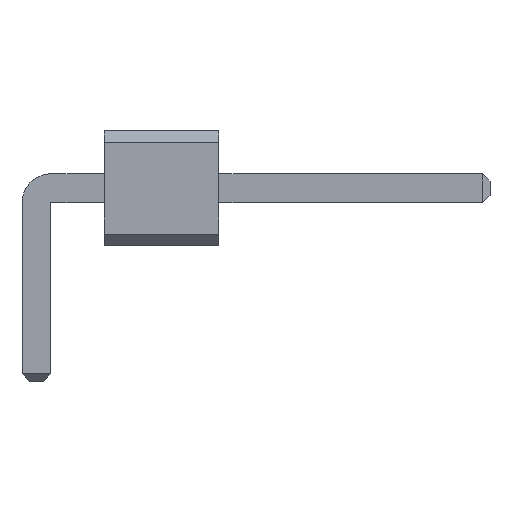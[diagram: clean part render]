
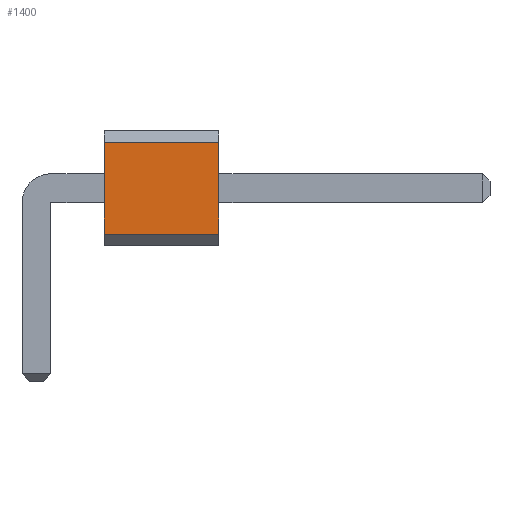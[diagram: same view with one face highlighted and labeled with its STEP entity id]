
A CAD part, front view. The second image highlights one B-rep face of the part: STEP entity #1400.
In plain terms, the highlighted planar face has unit normal (0, -1, 0).
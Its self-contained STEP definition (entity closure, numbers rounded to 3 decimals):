
#238 = VERTEX_POINT('',#239);
#239 = CARTESIAN_POINT('',(1.5,-11.43,2.286));
#245 = EDGE_CURVE('',#246,#238,#248,.T.);
#246 = VERTEX_POINT('',#247);
#247 = CARTESIAN_POINT('',(1.5,-11.43,0.254));
#248 = LINE('',#249,#250);
#249 = CARTESIAN_POINT('',(1.5,-11.43,0.254));
#250 = VECTOR('',#251,1.);
#251 = DIRECTION('',(0.,0.,1.));
#649 = VERTEX_POINT('',#650);
#650 = CARTESIAN_POINT('',(4.04,-11.43,2.286));
#656 = EDGE_CURVE('',#657,#649,#659,.T.);
#657 = VERTEX_POINT('',#658);
#658 = CARTESIAN_POINT('',(4.04,-11.43,0.254));
#659 = LINE('',#660,#661);
#660 = CARTESIAN_POINT('',(4.04,-11.43,0.254));
#661 = VECTOR('',#662,1.);
#662 = DIRECTION('',(0.,0.,1.));
#1372 = EDGE_CURVE('',#246,#657,#1373,.T.);
#1373 = LINE('',#1374,#1375);
#1374 = CARTESIAN_POINT('',(1.5,-11.43,0.254));
#1375 = VECTOR('',#1376,1.);
#1376 = DIRECTION('',(1.,0.,0.));
#1400 = ADVANCED_FACE('',(#1401),#1412,.T.);
#1401 = FACE_BOUND('',#1402,.T.);
#1402 = EDGE_LOOP('',(#1403,#1404,#1405,#1411));
#1403 = ORIENTED_EDGE('',*,*,#1372,.T.);
#1404 = ORIENTED_EDGE('',*,*,#656,.T.);
#1405 = ORIENTED_EDGE('',*,*,#1406,.F.);
#1406 = EDGE_CURVE('',#238,#649,#1407,.T.);
#1407 = LINE('',#1408,#1409);
#1408 = CARTESIAN_POINT('',(1.5,-11.43,2.286));
#1409 = VECTOR('',#1410,1.);
#1410 = DIRECTION('',(1.,0.,0.));
#1411 = ORIENTED_EDGE('',*,*,#245,.F.);
#1412 = PLANE('',#1413);
#1413 = AXIS2_PLACEMENT_3D('',#1414,#1415,#1416);
#1414 = CARTESIAN_POINT('',(1.5,-11.43,0.254));
#1415 = DIRECTION('',(0.,-1.,0.));
#1416 = DIRECTION('',(0.,0.,1.));
